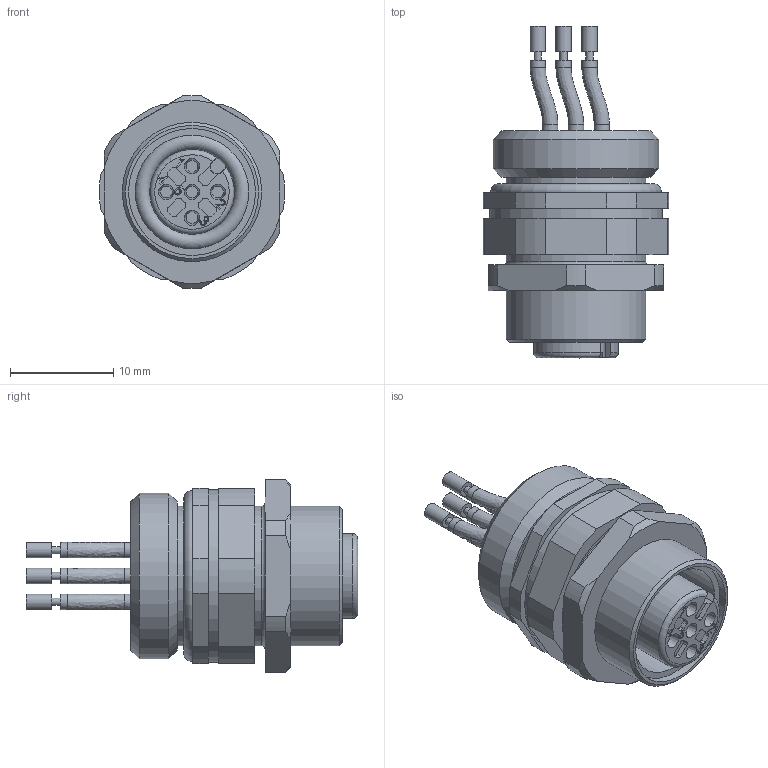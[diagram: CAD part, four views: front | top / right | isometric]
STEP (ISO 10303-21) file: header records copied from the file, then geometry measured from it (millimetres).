
FILE_DESCRIPTION(/* description */ (''),/* implementation_level */ '2;1');
FILE_NAME(/* name */ 'AL-FVM12KUA4.5-m_M16_S520.stp',/* time_stamp */ '2017-10-04T13:40:43+02:00',/* author */ (''),/* organization */ (''),/* preprocessor_version */ 'ST-DEVELOPER v16',/* originating_system */ 'SIEMENS PLM Software NX 10.0',/* authorisation */ '');
FILE_SCHEMA (('AUTOMOTIVE_DESIGN { 1 0 10303 214 3 1 1 1 }'));
Length unit declared in the file: millimetre
Products named in the file (1): c.ka1348BA8Ba6cc
Bounding box: 17.96 x 32.15 x 18.69 mm (x, y, z)
Volume: 3819.3 mm3; surface area: 3190.3 mm2
Topology: 3 solids, 3 shells, 241 faces, 591 edges, 393 vertices
Faces by surface type: plane 106, cylinder 75, extrusion 32, cone 18, torus 5, bspline 5
Full cylindrical faces by diameter (mm): 0.7 x5, 1.15 x5, 1.5 x15, 11 x1, 12.3 x1, 13.5 x3, 15.46 x2, 16 x1, 16.7 x1
Entity records: 7422 total; most frequent: CARTESIAN_POINT 2231, ORIENTED_EDGE 1018, DIRECTION 961, EDGE_CURVE 509, AXIS2_PLACEMENT_3D 369, VERTEX_POINT 368, EDGE_LOOP 333, ADVANCED_FACE 241
